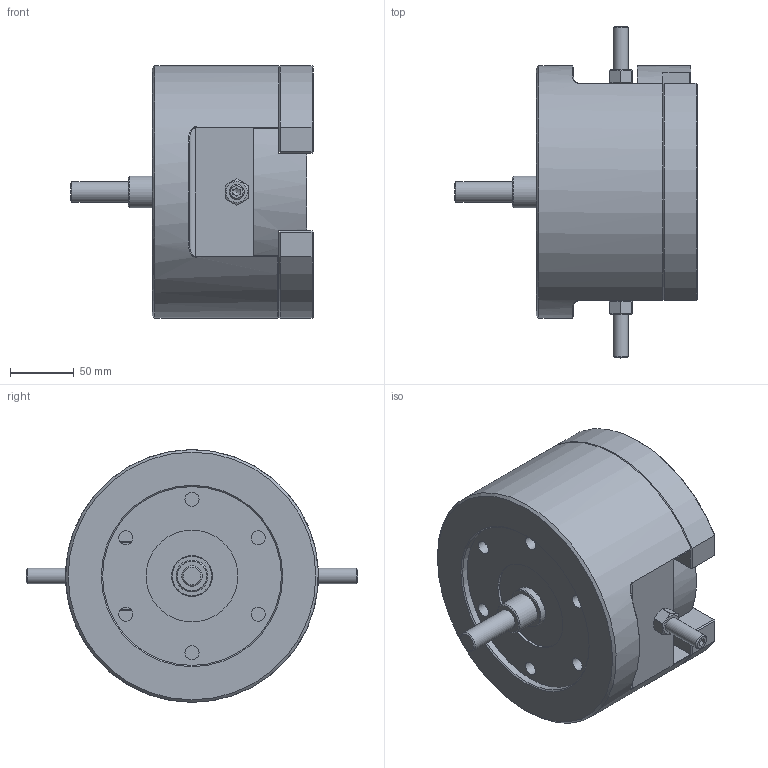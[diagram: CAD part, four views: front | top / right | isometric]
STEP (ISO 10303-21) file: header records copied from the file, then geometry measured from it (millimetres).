
FILE_DESCRIPTION (( 'STEP AP203' ), '1' );
FILE_NAME ('CF-FA-830.STEP', '2024-03-28T02:30:23', ( '' ), ( '' ), 'SwSTEP 2.0', 'SolidWorks 2020', '' );
FILE_SCHEMA (( 'CONFIG_CONTROL_DESIGN' ));
Length unit declared in the file: millimetre
Products named in the file (8): M12六角螺帽; CF-FA-830; CF-FA-830-02000; CF-FA-830-07000; CF-FA-830-03000; 圓頭內六角螺栓_M8x30; CF-FA-830-11000; CF-FA-830-01000
Assembly tree (25 placements, depth 2):
  CF-FA-830
    CF-FA-830-01000
    CF-FA-830-02000
    CF-FA-830-03000  x2
    CF-FA-830-07000
    CF-FA-830-11000  x2
    M12六角螺帽  x2
    圓頭內六角螺栓_M8x30  x16
Bounding box: 190 x 260 x 198 mm (x, y, z)
Volume: 3367375.6 mm3; surface area: 343867.9 mm2
Topology: 25 solids, 25 shells, 646 faces, 1443 edges, 890 vertices
Faces by surface type: plane 396, cylinder 142, cone 102, bspline 4, torus 2
Full cylindrical faces by diameter (mm): 6.8 x16, 8 x16, 8.5 x12, 9 x16, 10.2 x4, 11 x6, 12 x4, 13 x16, 14 x16, 16 x1, 17 x6, 25 x3, 30 x1, 32 x2, 72 x1, 140 x1, 198 x1
Entity records: 8513 total; most frequent: CARTESIAN_POINT 1719, DIRECTION 1179, ORIENTED_EDGE 918, AXIS2_PLACEMENT_3D 491, EDGE_CURVE 459, EDGE_LOOP 440, VERTEX_POINT 347, FACE_OUTER_BOUND 339
